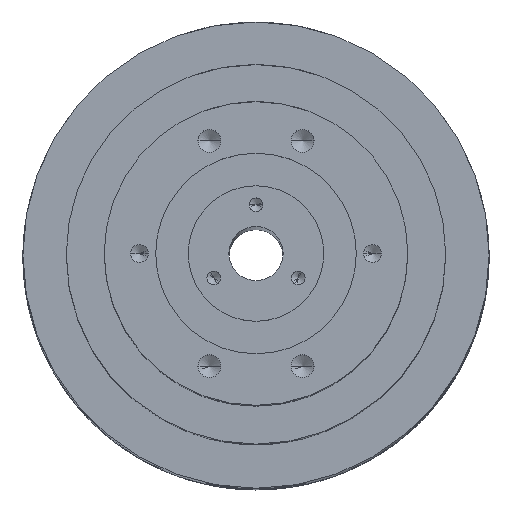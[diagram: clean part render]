
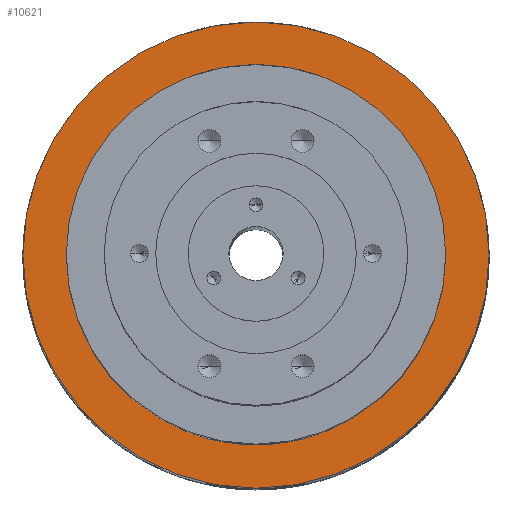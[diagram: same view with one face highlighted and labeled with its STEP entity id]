
A CAD part, top view. The second image highlights one B-rep face of the part: STEP entity #10621.
In plain terms, the highlighted planar face has unit normal (0, 0, 1).
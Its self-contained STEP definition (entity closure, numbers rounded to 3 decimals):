
#540 = EDGE_CURVE ( 'NONE', #7109, #13210, #7827, .T. ) ;
#1111 = DIRECTION ( 'NONE',  ( 0., 0., 1. ) ) ;
#1492 = CIRCLE ( 'NONE', #2667, 43. ) ;
#1525 = FACE_BOUND ( 'NONE', #16067, .T. ) ;
#1652 = CARTESIAN_POINT ( 'NONE',  ( 35., 0., 185.5 ) ) ;
#1819 = DIRECTION ( 'NONE',  ( 0., 0., 1. ) ) ;
#1915 = ORIENTED_EDGE ( 'NONE', *, *, #540, .T. ) ;
#1988 = CARTESIAN_POINT ( 'NONE',  ( 0., 0., 185.5 ) ) ;
#2667 = AXIS2_PLACEMENT_3D ( 'NONE', #4510, #14102, #5904 ) ;
#3307 = CARTESIAN_POINT ( 'NONE',  ( 43., 0., 185.5 ) ) ;
#3376 = DIRECTION ( 'NONE',  ( 1., 0., 0. ) ) ;
#3637 = AXIS2_PLACEMENT_3D ( 'NONE', #1988, #11603, #3376 ) ;
#4107 = DIRECTION ( 'NONE',  ( 0., 0., 1. ) ) ;
#4510 = CARTESIAN_POINT ( 'NONE',  ( 0., 0., 185.5 ) ) ;
#4730 = CIRCLE ( 'NONE', #3637, 35. ) ;
#5582 = CIRCLE ( 'NONE', #15002, 35. ) ;
#5904 = DIRECTION ( 'NONE',  ( 1., 0., 0. ) ) ;
#7109 = VERTEX_POINT ( 'NONE', #3307 ) ;
#7827 = CIRCLE ( 'NONE', #8660, 43. ) ;
#8357 = VERTEX_POINT ( 'NONE', #1652 ) ;
#8411 = FACE_OUTER_BOUND ( 'NONE', #8701, .T. ) ;
#8660 = AXIS2_PLACEMENT_3D ( 'NONE', #12311, #4107, #13697 ) ;
#8701 = EDGE_LOOP ( 'NONE', ( #15152, #1915 ) ) ;
#8969 = AXIS2_PLACEMENT_3D ( 'NONE', #17560, #1111, #10741 ) ;
#8997 = ORIENTED_EDGE ( 'NONE', *, *, #13688, .F. ) ;
#9280 = PLANE ( 'NONE',  #8969 ) ;
#10038 = CARTESIAN_POINT ( 'NONE',  ( 0., 0., 185.5 ) ) ;
#10621 = ADVANCED_FACE ( 'NONE', ( #8411, #1525 ), #9280, .T. ) ;
#10741 = DIRECTION ( 'NONE',  ( 1., 0., 0. ) ) ;
#11435 = DIRECTION ( 'NONE',  ( 1., 0., 0. ) ) ;
#11603 = DIRECTION ( 'NONE',  ( 0., 0., 1. ) ) ;
#11733 = EDGE_CURVE ( 'NONE', #13210, #7109, #1492, .T. ) ;
#12311 = CARTESIAN_POINT ( 'NONE',  ( 0., 0., 185.5 ) ) ;
#13210 = VERTEX_POINT ( 'NONE', #17028 ) ;
#13688 = EDGE_CURVE ( 'NONE', #8357, #16423, #5582, .T. ) ;
#13697 = DIRECTION ( 'NONE',  ( 1., 0., 0. ) ) ;
#13773 = EDGE_CURVE ( 'NONE', #16423, #8357, #4730, .T. ) ;
#14102 = DIRECTION ( 'NONE',  ( 0., 0., 1. ) ) ;
#14905 = ORIENTED_EDGE ( 'NONE', *, *, #13773, .F. ) ;
#15002 = AXIS2_PLACEMENT_3D ( 'NONE', #10038, #1819, #11435 ) ;
#15152 = ORIENTED_EDGE ( 'NONE', *, *, #11733, .T. ) ;
#16067 = EDGE_LOOP ( 'NONE', ( #14905, #8997 ) ) ;
#16096 = CARTESIAN_POINT ( 'NONE',  ( -35., 0., 185.5 ) ) ;
#16423 = VERTEX_POINT ( 'NONE', #16096 ) ;
#17028 = CARTESIAN_POINT ( 'NONE',  ( -43., 0., 185.5 ) ) ;
#17560 = CARTESIAN_POINT ( 'NONE',  ( 0., 0., 185.5 ) ) ;
